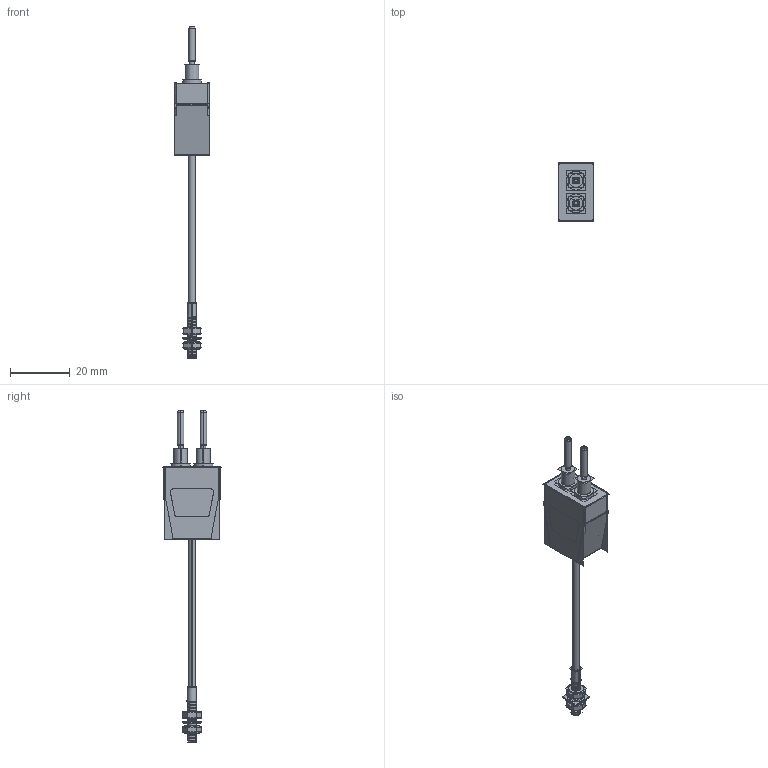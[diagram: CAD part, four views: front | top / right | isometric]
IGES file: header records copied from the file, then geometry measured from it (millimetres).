
Start section:  PTC IGES file: 188693.igs
Global section: file name: 188693.igs; native system: Creo Parametric by Parametric Technology Corporation; preprocessor: 2013230; author: pdmadmin; organization: Unknown; date: 20160112.150117; units: millimetre
Bounding box: 11.89 x 19.81 x 111.34 mm (x, y, z)
Volume: 3868.6 mm3; surface area: 28037.1 mm2
Topology: 29 solids, 31 shells, 1510 faces, 7686 edges, 9714 vertices
Faces by surface type: bspline 774, revolution 736
